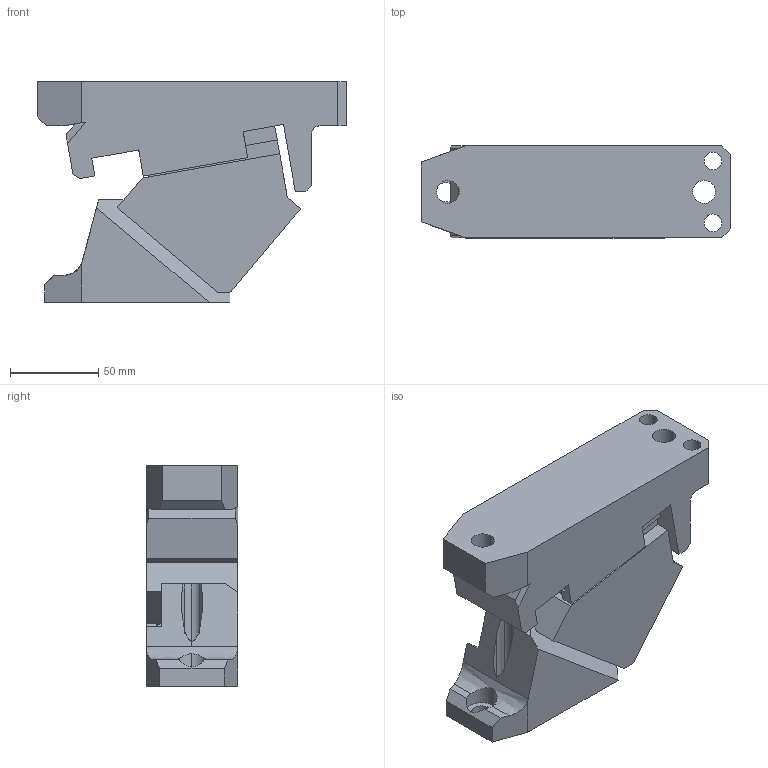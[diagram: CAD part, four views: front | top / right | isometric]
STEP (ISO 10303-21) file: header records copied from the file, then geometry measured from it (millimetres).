
FILE_DESCRIPTION(('CATIA V5 STEP Exchange'),'2;1');
FILE_NAME('CACS_52_40.stp','2015-04-21T07:11:11+00:00',('none'),('none'),'CATIA Version 5 Release 19 SP 2 (IN-10)','CATIA V5 STEP AP203','none');
FILE_SCHEMA(('CONFIG_CONTROL_DESIGN'));
Length unit declared in the file: millimetre
Products named in the file (1): CACS_52_40
Bounding box: 175 x 52 x 125 mm (x, y, z)
Volume: 686603.4 mm3; surface area: 103628.9 mm2
Topology: 3 solids, 3 shells, 165 faces, 471 edges, 315 vertices
Faces by surface type: plane 112, cylinder 36, bspline 17
Entity records: 5992 total; most frequent: CARTESIAN_POINT 1892, ORIENTED_EDGE 942, DIRECTION 649, EDGE_CURVE 471, VERTEX_POINT 315, VECTOR 314, LINE 314, AXIS2_PLACEMENT_3D 196
